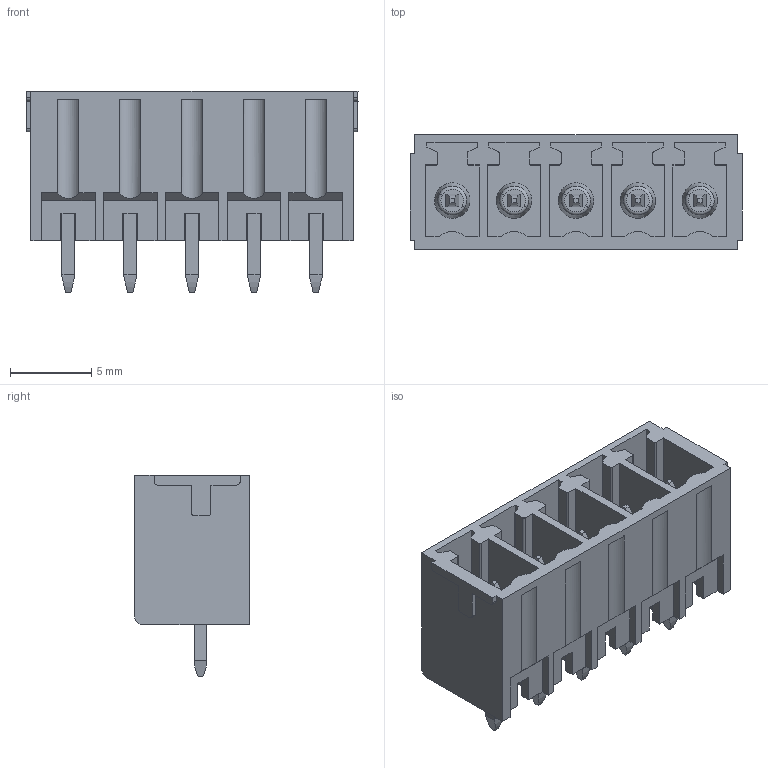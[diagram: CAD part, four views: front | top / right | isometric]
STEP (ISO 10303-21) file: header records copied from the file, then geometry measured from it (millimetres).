
FILE_DESCRIPTION(('CATIA V5 STEP Exchange','CAx-IF Rec.Pracs.--- Model Styling and Organization---1.4--- 2014-01-23'),'2;1');
FILE_NAME ('D1486522_0_1793640000_1793640000.stp','2021-05-19T13:21:03+00:00',('none'),('Weidmueller'),'CATIA Version 5-6 Release 2016 SP3 HF44','CATIA V5 STEP AP214','none');
FILE_SCHEMA(('AUTOMOTIVE_DESIGN { 1 0 10303 214 1 1 1 1 }'));
Length unit declared in the file: millimetre
Products named in the file (1): 1793640000
Bounding box: 20.44 x 7.05 x 12.4 mm (x, y, z)
Volume: 588.4 mm3; surface area: 1915.2 mm2
Topology: 6 solids, 6 shells, 400 faces, 1143 edges, 770 vertices
Faces by surface type: plane 291, cylinder 89, cone 10, torus 10
Entity records: 13043 total; most frequent: CARTESIAN_POINT 2643, ORIENTED_EDGE 2286, DIRECTION 1672, EDGE_CURVE 1143, VECTOR 905, LINE 905, VERTEX_POINT 770, AXIS2_PLACEMENT_3D 475
